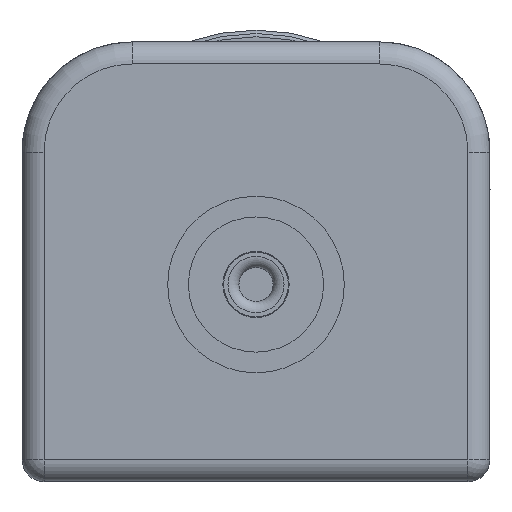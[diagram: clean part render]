
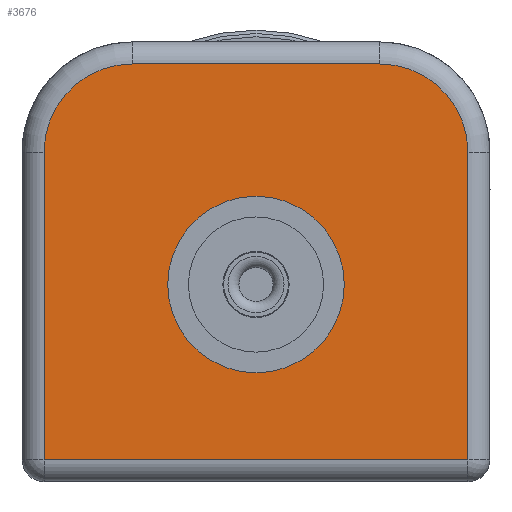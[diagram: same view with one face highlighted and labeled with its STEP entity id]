
A CAD part, front view. The second image highlights one B-rep face of the part: STEP entity #3676.
In plain terms, the highlighted planar face has unit normal (0, -1, 0).
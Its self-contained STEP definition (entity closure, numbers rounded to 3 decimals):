
#61=FACE_BOUND('',#600,.T.);
#112=PLANE('',#4098);
#361=FACE_OUTER_BOUND('',#599,.T.);
#599=EDGE_LOOP('',(#3081,#3082,#3083,#3084,#3085,#3086));
#600=EDGE_LOOP('',(#3087));
#860=CIRCLE('',#4073,4.);
#862=CIRCLE('',#4076,4.);
#873=CIRCLE('',#4099,4.);
#1010=LINE('',#6683,#1199);
#1012=LINE('',#6692,#1201);
#1013=LINE('',#6704,#1202);
#1043=LINE('',#6808,#1232);
#1199=VECTOR('',#4883,10.);
#1201=VECTOR('',#4891,10.);
#1202=VECTOR('',#4904,10.);
#1232=VECTOR('',#4990,10.);
#1643=VERTEX_POINT('',#6675);
#1644=VERTEX_POINT('',#6679);
#1646=VERTEX_POINT('',#6685);
#1649=VERTEX_POINT('',#6690);
#1651=VERTEX_POINT('',#6695);
#1654=VERTEX_POINT('',#6702);
#1685=VERTEX_POINT('',#6809);
#2114=EDGE_CURVE('',#1643,#1644,#1010,.T.);
#2118=EDGE_CURVE('',#1649,#1646,#1012,.T.);
#2123=EDGE_CURVE('',#1654,#1651,#1013,.T.);
#2126=EDGE_CURVE('',#1646,#1654,#860,.T.);
#2128=EDGE_CURVE('',#1644,#1649,#862,.T.);
#2171=EDGE_CURVE('',#1651,#1643,#1043,.T.);
#2172=EDGE_CURVE('',#1685,#1685,#873,.T.);
#3081=ORIENTED_EDGE('',*,*,#2114,.F.);
#3082=ORIENTED_EDGE('',*,*,#2171,.F.);
#3083=ORIENTED_EDGE('',*,*,#2123,.F.);
#3084=ORIENTED_EDGE('',*,*,#2126,.F.);
#3085=ORIENTED_EDGE('',*,*,#2118,.F.);
#3086=ORIENTED_EDGE('',*,*,#2128,.F.);
#3087=ORIENTED_EDGE('',*,*,#2172,.T.);
#3676=ADVANCED_FACE('',(#361,#61),#112,.F.);
#4073=AXIS2_PLACEMENT_3D('',#6708,#4910,#4911);
#4076=AXIS2_PLACEMENT_3D('',#6711,#4916,#4917);
#4098=AXIS2_PLACEMENT_3D('',#6807,#4988,#4989);
#4099=AXIS2_PLACEMENT_3D('',#6810,#4991,#4992);
#4883=DIRECTION('',(0.,0.,1.));
#4891=DIRECTION('',(1.,0.,0.));
#4904=DIRECTION('',(0.,0.,-1.));
#4910=DIRECTION('center_axis',(0.,1.,0.));
#4911=DIRECTION('ref_axis',(0.707,0.,0.707));
#4916=DIRECTION('center_axis',(0.,1.,0.));
#4917=DIRECTION('ref_axis',(-0.707,0.,0.707));
#4988=DIRECTION('center_axis',(0.,1.,0.));
#4989=DIRECTION('ref_axis',(1.,0.,0.));
#4990=DIRECTION('',(-1.,0.,0.));
#4991=DIRECTION('center_axis',(0.,1.,0.));
#4992=DIRECTION('ref_axis',(0.,0.,-1.));
#6675=CARTESIAN_POINT('',(-9.6,0.,-8.1));
#6679=CARTESIAN_POINT('',(-9.6,0.,5.83));
#6683=CARTESIAN_POINT('',(-9.6,0.,-4.55));
#6685=CARTESIAN_POINT('',(5.6,0.,9.83));
#6690=CARTESIAN_POINT('',(-5.6,0.,9.83));
#6692=CARTESIAN_POINT('',(-2.8,0.,9.83));
#6695=CARTESIAN_POINT('',(9.6,0.,-8.1));
#6702=CARTESIAN_POINT('',(9.6,0.,5.83));
#6704=CARTESIAN_POINT('',(9.6,0.,2.05));
#6708=CARTESIAN_POINT('Origin',(5.6,0.,5.83));
#6711=CARTESIAN_POINT('Origin',(-5.6,0.,5.83));
#6807=CARTESIAN_POINT('Origin',(0.,0.,0.));
#6808=CARTESIAN_POINT('',(5.3,0.,-8.1));
#6809=CARTESIAN_POINT('',(0.,0.,3.837));
#6810=CARTESIAN_POINT('Origin',(0.,0.,-0.163));
